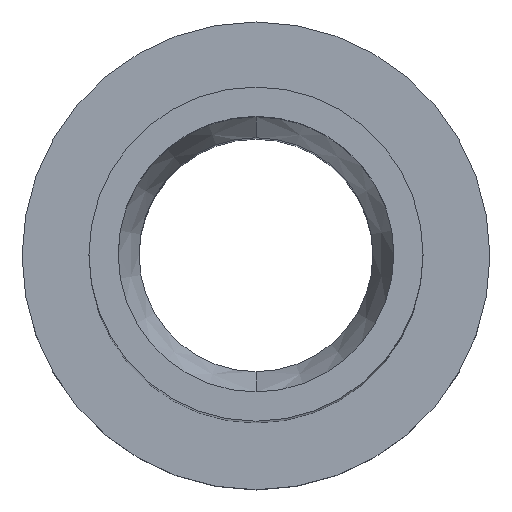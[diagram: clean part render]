
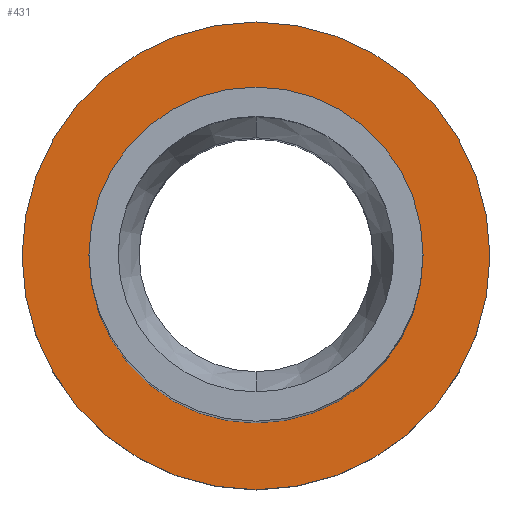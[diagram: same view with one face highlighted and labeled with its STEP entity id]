
A CAD part, top view. The second image highlights one B-rep face of the part: STEP entity #431.
In plain terms, the highlighted planar face has unit normal (0, 0, 1).
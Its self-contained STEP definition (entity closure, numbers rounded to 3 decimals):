
#64=CARTESIAN_POINT('',(0.,0.,-61.));
#65=DIRECTION('',(0.,0.,-1.));
#66=DIRECTION('',(0.,-1.,0.));
#67=AXIS2_PLACEMENT_3D('',#64,#65,#66);
#72=CARTESIAN_POINT('',(0.,0.,-61.));
#73=DIRECTION('',(0.,0.,-1.));
#74=DIRECTION('',(0.,1.,0.));
#75=AXIS2_PLACEMENT_3D('',#72,#73,#74);
#80=CARTESIAN_POINT('',(0.,0.,-61.));
#81=DIRECTION('',(0.,0.,1.));
#82=DIRECTION('',(0.,-1.,0.));
#83=AXIS2_PLACEMENT_3D('',#80,#81,#82);
#88=CARTESIAN_POINT('',(0.,0.,-61.));
#89=DIRECTION('',(0.,0.,1.));
#90=DIRECTION('',(0.,1.,0.));
#91=AXIS2_PLACEMENT_3D('',#88,#89,#90);
#330=CARTESIAN_POINT('',(0.,10.,-61.));
#331=VERTEX_POINT('',#330);
#332=CARTESIAN_POINT('',(0.,-10.,-61.));
#333=VERTEX_POINT('',#332);
#334=CARTESIAN_POINT('',(0.,-14.,-61.));
#335=CARTESIAN_POINT('',(0.,14.,-61.));
#336=VERTEX_POINT('',#334);
#337=VERTEX_POINT('',#335);
#416=CARTESIAN_POINT('',(0.,0.,-61.));
#417=DIRECTION('',(0.,0.,1.));
#418=DIRECTION('',(0.,1.,0.));
#419=AXIS2_PLACEMENT_3D('',#416,#417,#418);
#420=PLANE('',#419);
#422=ORIENTED_EDGE('',*,*,#421,.T.);
#424=ORIENTED_EDGE('',*,*,#423,.T.);
#425=EDGE_LOOP('',(#422,#424));
#426=FACE_OUTER_BOUND('',#425,.F.);
#427=ORIENTED_EDGE('',*,*,#409,.T.);
#428=ORIENTED_EDGE('',*,*,#398,.T.);
#429=EDGE_LOOP('',(#427,#428));
#430=FACE_BOUND('',#429,.F.);
#68=CIRCLE('',#67,14.);
#76=CIRCLE('',#75,14.);
#84=CIRCLE('',#83,10.);
#92=CIRCLE('',#91,10.);
#398=EDGE_CURVE('',#331,#333,#92,.T.);
#409=EDGE_CURVE('',#333,#331,#84,.T.);
#421=EDGE_CURVE('',#336,#337,#68,.T.);
#423=EDGE_CURVE('',#337,#336,#76,.T.);
#431=ADVANCED_FACE('',(#426,#430),#420,.T.);
